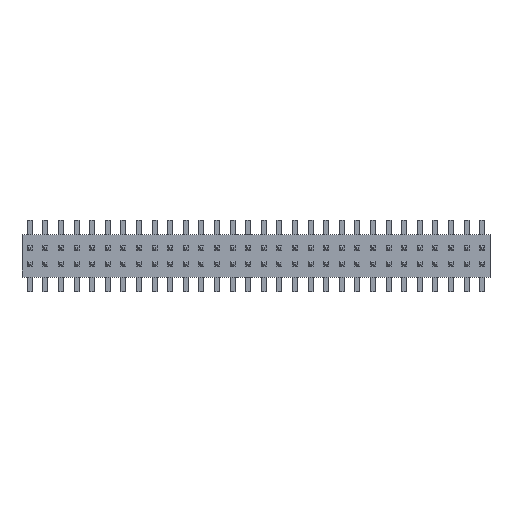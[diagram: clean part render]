
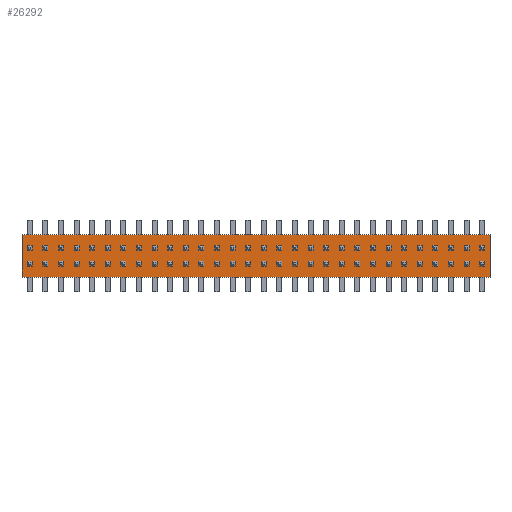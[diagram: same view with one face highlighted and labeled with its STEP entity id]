
A CAD part, top view. The second image highlights one B-rep face of the part: STEP entity #26292.
In plain terms, the highlighted face is planar.
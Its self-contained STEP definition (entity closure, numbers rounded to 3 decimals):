
#26160 = EDGE_CURVE('',#26161,#26163,#26165,.T.);
#26161 = VERTEX_POINT('',#26162);
#26162 = CARTESIAN_POINT('',(-19.05,1.753,-1.715));
#26163 = VERTEX_POINT('',#26164);
#26164 = CARTESIAN_POINT('',(-19.05,1.753,1.715));
#26165 = LINE('',#26166,#26167);
#26166 = CARTESIAN_POINT('',(-19.05,1.753,-1.715));
#26167 = VECTOR('',#26168,1.);
#26168 = DIRECTION('',(0.,0.,1.));
#26200 = EDGE_CURVE('',#26163,#26201,#26203,.T.);
#26201 = VERTEX_POINT('',#26202);
#26202 = CARTESIAN_POINT('',(19.05,1.753,1.715));
#26203 = LINE('',#26204,#26205);
#26204 = CARTESIAN_POINT('',(-19.05,1.753,1.715));
#26205 = VECTOR('',#26206,1.);
#26206 = DIRECTION('',(1.,0.,0.));
#26231 = EDGE_CURVE('',#26201,#26232,#26234,.T.);
#26232 = VERTEX_POINT('',#26233);
#26233 = CARTESIAN_POINT('',(19.05,1.753,-1.715));
#26234 = LINE('',#26235,#26236);
#26235 = CARTESIAN_POINT('',(19.05,1.753,1.715));
#26236 = VECTOR('',#26237,1.);
#26237 = DIRECTION('',(0.,0.,-1.));
#26262 = EDGE_CURVE('',#26232,#26161,#26263,.T.);
#26263 = LINE('',#26264,#26265);
#26264 = CARTESIAN_POINT('',(19.05,1.753,-1.715));
#26265 = VECTOR('',#26266,1.);
#26266 = DIRECTION('',(-1.,0.,0.));
#26292 = ADVANCED_FACE('',(#26293),#26299,.T.);
#26293 = FACE_BOUND('',#26294,.T.);
#26294 = EDGE_LOOP('',(#26295,#26296,#26297,#26298));
#26295 = ORIENTED_EDGE('',*,*,#26160,.T.);
#26296 = ORIENTED_EDGE('',*,*,#26200,.T.);
#26297 = ORIENTED_EDGE('',*,*,#26231,.T.);
#26298 = ORIENTED_EDGE('',*,*,#26262,.T.);
#26299 = PLANE('',#26300);
#26300 = AXIS2_PLACEMENT_3D('',#26301,#26302,#26303);
#26301 = CARTESIAN_POINT('',(0.,1.753,0.));
#26302 = DIRECTION('',(0.,1.,0.));
#26303 = DIRECTION('',(0.,-0.,1.));
